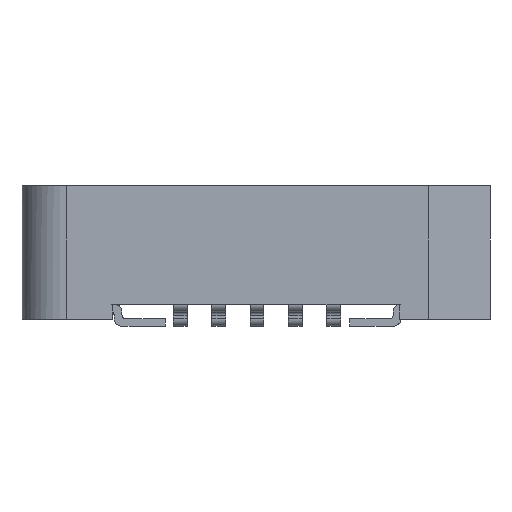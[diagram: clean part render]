
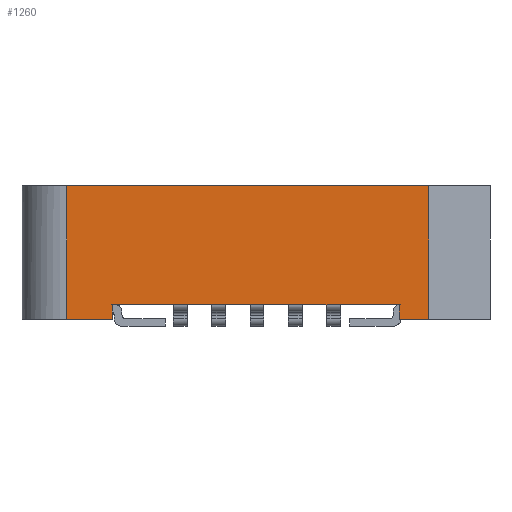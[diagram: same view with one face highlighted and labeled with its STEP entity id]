
A CAD part, front view. The second image highlights one B-rep face of the part: STEP entity #1260.
In plain terms, the highlighted planar face has unit normal (0, -1, 0).
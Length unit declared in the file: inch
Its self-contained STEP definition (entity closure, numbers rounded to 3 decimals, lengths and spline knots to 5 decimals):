
#594=PLANE('',#13173);
#1260=ADVANCED_FACE('',(#2121),#594,.T.);
#2121=FACE_OUTER_BOUND('',#2814,.T.);
#2814=EDGE_LOOP('',(#6961,#6962,#6963,#6964,#6965,#6966,#6967,#6968));
#6961=ORIENTED_EDGE('',*,*,#10428,.T.);
#6962=ORIENTED_EDGE('',*,*,#10429,.T.);
#6963=ORIENTED_EDGE('',*,*,#10413,.T.);
#6964=ORIENTED_EDGE('',*,*,#10417,.T.);
#6965=ORIENTED_EDGE('',*,*,#10419,.T.);
#6966=ORIENTED_EDGE('',*,*,#10421,.T.);
#6967=ORIENTED_EDGE('',*,*,#10423,.T.);
#6968=ORIENTED_EDGE('',*,*,#10425,.T.);
#8345=VERTEX_POINT('',#24782);
#8346=VERTEX_POINT('',#24787);
#8347=VERTEX_POINT('',#24801);
#8348=VERTEX_POINT('',#24811);
#8349=VERTEX_POINT('',#24821);
#8350=VERTEX_POINT('',#24831);
#8351=VERTEX_POINT('',#24845);
#8352=VERTEX_POINT('',#24855);
#10413=EDGE_CURVE('',#8346,#8345,#12490,.T.);
#10417=EDGE_CURVE('',#8345,#8347,#12494,.T.);
#10419=EDGE_CURVE('',#8347,#8348,#12496,.T.);
#10421=EDGE_CURVE('',#8348,#8349,#12498,.T.);
#10423=EDGE_CURVE('',#8349,#8350,#12500,.T.);
#10425=EDGE_CURVE('',#8350,#8351,#12502,.T.);
#10428=EDGE_CURVE('',#8351,#8352,#12505,.T.);
#10429=EDGE_CURVE('',#8352,#8346,#12506,.T.);
#12490=B_SPLINE_CURVE_WITH_KNOTS('',3,(#24783,#24784,#24785,#24786),.UNSPECIFIED.,
.F.,.F.,(4,4),(0.,1.),.UNSPECIFIED.);
#12494=B_SPLINE_CURVE_WITH_KNOTS('',3,(#24802,#24803,#24804,#24805),.UNSPECIFIED.,
.F.,.F.,(4,4),(0.,1.),.UNSPECIFIED.);
#12496=B_SPLINE_CURVE_WITH_KNOTS('',3,(#24812,#24813,#24814,#24815),.UNSPECIFIED.,
.F.,.F.,(4,4),(0.,1.),.UNSPECIFIED.);
#12498=B_SPLINE_CURVE_WITH_KNOTS('',3,(#24822,#24823,#24824,#24825),.UNSPECIFIED.,
.F.,.F.,(4,4),(0.,1.),.UNSPECIFIED.);
#12500=B_SPLINE_CURVE_WITH_KNOTS('',3,(#24832,#24833,#24834,#24835),.UNSPECIFIED.,
.F.,.F.,(4,4),(0.,1.),.UNSPECIFIED.);
#12502=B_SPLINE_CURVE_WITH_KNOTS('',3,(#24841,#24842,#24843,#24844),.UNSPECIFIED.,
.F.,.F.,(4,4),(0.,1.),.UNSPECIFIED.);
#12505=B_SPLINE_CURVE_WITH_KNOTS('',3,(#24856,#24857,#24858,#24859),.UNSPECIFIED.,
.F.,.F.,(4,4),(0.,1.),.UNSPECIFIED.);
#12506=B_SPLINE_CURVE_WITH_KNOTS('',3,(#24861,#24862,#24863,#24864),.UNSPECIFIED.,
.F.,.F.,(4,4),(0.,1.),.UNSPECIFIED.);
#13173=AXIS2_PLACEMENT_3D('',#24866,#14506,#14507);
#14506=DIRECTION('',(0.,-1.,0.));
#14507=DIRECTION('',(0.,0.,-1.));
#24782=CARTESIAN_POINT('',(0.49662,0.14,0.119));
#24783=CARTESIAN_POINT('',(0.12288,0.14,0.119));
#24784=CARTESIAN_POINT('',(0.24746,0.14,0.119));
#24785=CARTESIAN_POINT('',(0.37204,0.14,0.119));
#24786=CARTESIAN_POINT('',(0.49662,0.14,0.119));
#24787=CARTESIAN_POINT('',(0.12288,0.14,0.119));
#24801=CARTESIAN_POINT('',(0.49662,0.14,0.1));
#24802=CARTESIAN_POINT('',(0.49662,0.14,0.119));
#24803=CARTESIAN_POINT('',(0.49662,0.14,0.11267));
#24804=CARTESIAN_POINT('',(0.49662,0.14,0.10633));
#24805=CARTESIAN_POINT('',(0.49662,0.14,0.1));
#24811=CARTESIAN_POINT('',(0.535,0.14,0.1));
#24812=CARTESIAN_POINT('',(0.49662,0.14,0.1));
#24813=CARTESIAN_POINT('',(0.50942,0.14,0.1));
#24814=CARTESIAN_POINT('',(0.52221,0.14,0.1));
#24815=CARTESIAN_POINT('',(0.535,0.14,0.1));
#24821=CARTESIAN_POINT('',(0.535,0.14,0.274));
#24822=CARTESIAN_POINT('',(0.535,0.14,0.1));
#24823=CARTESIAN_POINT('',(0.535,0.14,0.158));
#24824=CARTESIAN_POINT('',(0.535,0.14,0.216));
#24825=CARTESIAN_POINT('',(0.535,0.14,0.274));
#24831=CARTESIAN_POINT('',(0.06322,0.14,0.274));
#24832=CARTESIAN_POINT('',(0.535,0.14,0.274));
#24833=CARTESIAN_POINT('',(0.37774,0.14,0.274));
#24834=CARTESIAN_POINT('',(0.22048,0.14,0.274));
#24835=CARTESIAN_POINT('',(0.06322,0.14,0.274));
#24841=CARTESIAN_POINT('',(0.06322,0.14,0.274));
#24842=CARTESIAN_POINT('',(0.06322,0.14,0.216));
#24843=CARTESIAN_POINT('',(0.06322,0.14,0.158));
#24844=CARTESIAN_POINT('',(0.06322,0.14,0.1));
#24845=CARTESIAN_POINT('',(0.06322,0.14,0.1));
#24855=CARTESIAN_POINT('',(0.12288,0.14,0.1));
#24856=CARTESIAN_POINT('',(0.06322,0.14,0.1));
#24857=CARTESIAN_POINT('',(0.08311,0.14,0.1));
#24858=CARTESIAN_POINT('',(0.10299,0.14,0.1));
#24859=CARTESIAN_POINT('',(0.12288,0.14,0.1));
#24861=CARTESIAN_POINT('',(0.12288,0.14,0.1));
#24862=CARTESIAN_POINT('',(0.12288,0.14,0.10633));
#24863=CARTESIAN_POINT('',(0.12288,0.14,0.11267));
#24864=CARTESIAN_POINT('',(0.12288,0.14,0.119));
#24866=CARTESIAN_POINT('',(-0.17267,0.14,0.361));
